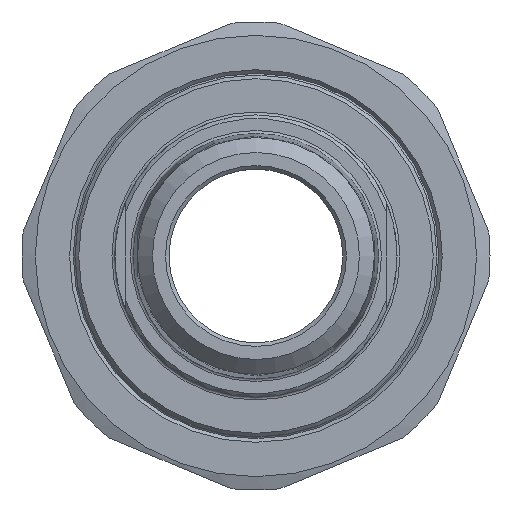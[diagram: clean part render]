
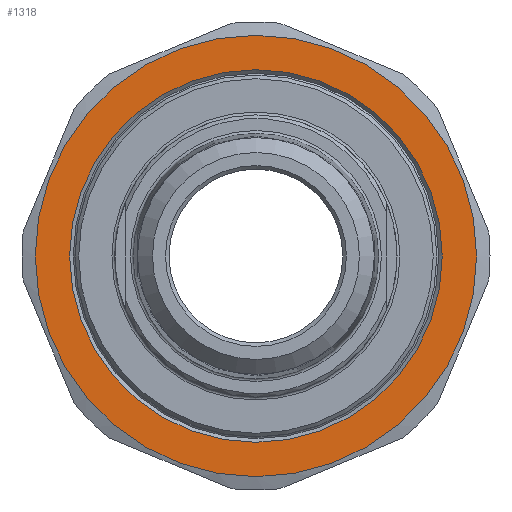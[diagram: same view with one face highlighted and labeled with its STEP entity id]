
A CAD part, left-side view. The second image highlights one B-rep face of the part: STEP entity #1318.
In plain terms, the highlighted planar face has unit normal (-1, 0, 0).
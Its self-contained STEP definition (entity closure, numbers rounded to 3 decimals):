
#38=FACE_BOUND('',#243,.T.);
#114=PLANE('',#1503);
#159=FACE_OUTER_BOUND('',#242,.T.);
#242=EDGE_LOOP('',(#997));
#243=EDGE_LOOP('',(#998));
#460=CIRCLE('',#1482,30.5);
#471=CIRCLE('',#1502,25.75);
#587=VERTEX_POINT('',#2250);
#596=VERTEX_POINT('',#2282);
#736=EDGE_CURVE('',#587,#587,#460,.T.);
#749=EDGE_CURVE('',#596,#596,#471,.T.);
#997=ORIENTED_EDGE('',*,*,#736,.T.);
#998=ORIENTED_EDGE('',*,*,#749,.F.);
#1318=ADVANCED_FACE('',(#159,#38),#114,.F.);
#1482=AXIS2_PLACEMENT_3D('',#2252,#1734,#1735);
#1502=AXIS2_PLACEMENT_3D('',#2283,#1776,#1777);
#1503=AXIS2_PLACEMENT_3D('',#2285,#1779,#1780);
#1734=DIRECTION('center_axis',(-1.,0.,0.));
#1735=DIRECTION('ref_axis',(0.,1.,0.));
#1776=DIRECTION('center_axis',(-1.,0.,0.));
#1777=DIRECTION('ref_axis',(0.,-1.,0.));
#1779=DIRECTION('center_axis',(1.,0.,0.));
#1780=DIRECTION('ref_axis',(0.,0.,-1.));
#2250=CARTESIAN_POINT('',(-20.,-30.5,0.));
#2252=CARTESIAN_POINT('Origin',(-20.,0.,0.));
#2282=CARTESIAN_POINT('',(-20.,25.75,0.));
#2283=CARTESIAN_POINT('Origin',(-20.,0.,0.));
#2285=CARTESIAN_POINT('Origin',(-20.,0.,0.));
